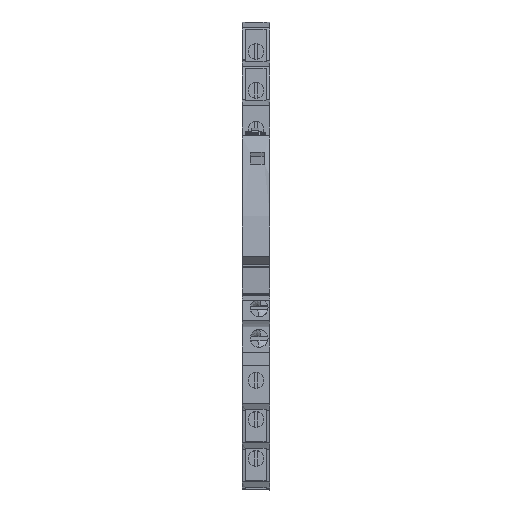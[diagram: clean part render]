
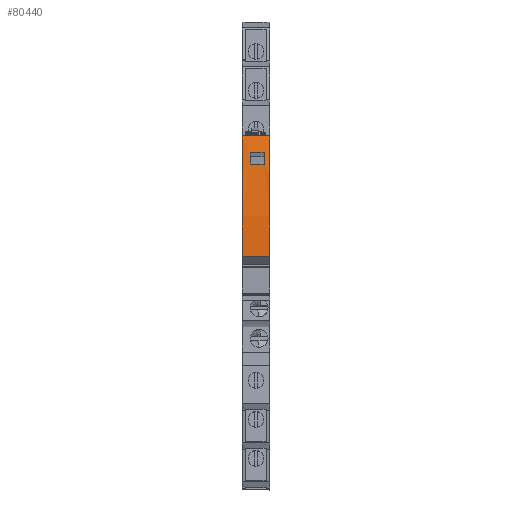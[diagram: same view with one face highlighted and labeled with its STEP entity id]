
A CAD part, top view. The second image highlights one B-rep face of the part: STEP entity #80440.
In plain terms, the highlighted cylindrical face has radius 100 mm (diameter 200 mm), a partial arc.
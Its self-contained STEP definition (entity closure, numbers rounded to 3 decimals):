
#59230=CARTESIAN_POINT('',(3.786,88.59,
0.));
#59240=VERTEX_POINT('',#59230);
#59270=CARTESIAN_POINT('',(-23.558,-7.599,
0.));
#59280=DIRECTION('',(0.,0.,-1.));
#59290=DIRECTION('',(0.005,1.,
0.));
#59300=AXIS2_PLACEMENT_3D('',#59270,#59280,#59290);
#59310=CIRCLE('',#59300,100.);
#59320=CARTESIAN_POINT('',(-23.462,92.401,
0.));
#59330=VERTEX_POINT('',#59320);
#59340=EDGE_CURVE('',#59330,#59240,#59310,.T.);
#64450=CARTESIAN_POINT('',(-23.462,92.401,
6.3));
#64460=VERTEX_POINT('',#64450);
#64490=CARTESIAN_POINT('',(-23.558,-7.599,
6.3));
#64500=DIRECTION('',(0.,0.,1.));
#64510=DIRECTION('',(0.262,0.965,
0.));
#64520=AXIS2_PLACEMENT_3D('',#64490,#64500,#64510);
#64530=CIRCLE('',#64520,100.);
#64540=CARTESIAN_POINT('',(3.786,88.59,
6.3));
#64550=VERTEX_POINT('',#64540);
#64560=EDGE_CURVE('',#64550,#64460,#64530,.T.);
#79120=CARTESIAN_POINT('',(-23.462,92.401,
0.));
#79130=DIRECTION('',(0.,0.,-1.));
#79140=VECTOR('',#79130,1.);
#79150=LINE('',#79120,#79140);
#79160=EDGE_CURVE('',#64460,#59330,#79150,.T.);
#79540=CARTESIAN_POINT('',(-23.558,-7.599,
0.));
#79550=DIRECTION('',(0.,0.,-1.));
#79560=DIRECTION('',(1.,0.,0.));
#79570=AXIS2_PLACEMENT_3D('',#79540,#79550,#79560);
#79580=CYLINDRICAL_SURFACE('',#79570,100.);
#79590=CARTESIAN_POINT('',(-2.089,86.991,
5.325));
#79600=DIRECTION('',(-0.985,-0.174,
-0.009));
#79610=DIRECTION('',(0.174,-0.985,
0.));
#79620=AXIS2_PLACEMENT_3D('',#79590,#79600,#79610);
#79630=PLANE('',#79620);
#79640=CARTESIAN_POINT('',(-2.65,90.191,
5.));
#79650=CARTESIAN_POINT('',(-2.649,90.19,
4.869));
#79660=CARTESIAN_POINT('',(-2.648,90.19,
4.737));
#79670=CARTESIAN_POINT('',(-2.646,90.19,
4.606));
#79680=CARTESIAN_POINT('',(-2.645,90.19,
4.475));
#79690=CARTESIAN_POINT('',(-2.644,90.189,
4.344));
#79700=CARTESIAN_POINT('',(-2.643,90.189,
4.212));
#79710=CARTESIAN_POINT('',(-2.64,90.189,
3.95));
#79720=CARTESIAN_POINT('',(-2.638,90.188,
3.688));
#79730=CARTESIAN_POINT('',(-2.636,90.188,
3.425));
#79740=CARTESIAN_POINT('',(-2.633,90.187,
3.163));
#79750=CARTESIAN_POINT('',(-2.631,90.187,
2.9));
#79760=CARTESIAN_POINT('',(-2.628,90.186,
2.638));
#79770=CARTESIAN_POINT('',(-2.626,90.186,
2.375));
#79780=CARTESIAN_POINT('',(-2.623,90.185,
2.113));
#79790=CARTESIAN_POINT('',(-2.621,90.184,
1.85));
#79800=B_SPLINE_CURVE_WITH_KNOTS('',3,(#79640,#79650,#79660,#79670,
#79680,#79690,#79700,#79710,#79720,#79730,#79740,#79750,#79760,#79770,
#79780,#79790),.UNSPECIFIED.,.F.,.F.,(4,3,3,3,3,4),(0.,0.394
,0.788,1.575,2.363,3.15),
.UNSPECIFIED.);
#79810=SURFACE_CURVE('',#79800,(#79630,#79580),.CURVE_3D.);
#79820=CARTESIAN_POINT('',(-2.65,90.191,
5.));
#79830=VERTEX_POINT('',#79820);
#79840=CARTESIAN_POINT('',(-2.621,90.184,
1.85));
#79850=VERTEX_POINT('',#79840);
#79860=EDGE_CURVE('',#79830,#79850,#79810,.T.);
#79870=ORIENTED_EDGE('',*,*,#79860,.T.);
#79880=CARTESIAN_POINT('',(-23.558,-7.599,
5.));
#79890=DIRECTION('',(0.,0.,-1.));
#79900=DIRECTION('',(0.209,0.978,
0.));
#79910=AXIS2_PLACEMENT_3D('',#79880,#79890,#79900);
#79920=CIRCLE('',#79910,100.);
#79930=CARTESIAN_POINT('',(0.072,89.569,
5.));
#79940=VERTEX_POINT('',#79930);
#79950=EDGE_CURVE('',#79830,#79940,#79920,.T.);
#79960=ORIENTED_EDGE('',*,*,#79950,.F.);
#79970=CARTESIAN_POINT('',(-0.151,86.991,
5.325));
#79980=DIRECTION('',(0.996,-0.087,
-0.009));
#79990=DIRECTION('',(0.087,0.996,
0.));
#80000=AXIS2_PLACEMENT_3D('',#79970,#79980,#79990);
#80010=PLANE('',#80000);
#80020=CARTESIAN_POINT('',(0.045,89.575,
1.85));
#80030=CARTESIAN_POINT('',(0.047,89.575,
2.113));
#80040=CARTESIAN_POINT('',(0.049,89.574,
2.375));
#80050=CARTESIAN_POINT('',(0.051,89.574,
2.638));
#80060=CARTESIAN_POINT('',(0.054,89.573,
2.9));
#80070=CARTESIAN_POINT('',(0.056,89.573,
3.163));
#80080=CARTESIAN_POINT('',(0.058,89.572,
3.425));
#80090=CARTESIAN_POINT('',(0.06,89.572,
3.688));
#80100=CARTESIAN_POINT('',(0.063,89.571,
3.95));
#80110=CARTESIAN_POINT('',(0.065,89.571,
4.212));
#80120=CARTESIAN_POINT('',(0.066,89.57,
4.344));
#80130=CARTESIAN_POINT('',(0.067,89.57,
4.475));
#80140=CARTESIAN_POINT('',(0.068,89.57,
4.606));
#80150=CARTESIAN_POINT('',(0.069,89.569,
4.737));
#80160=CARTESIAN_POINT('',(0.071,89.569,
4.869));
#80170=CARTESIAN_POINT('',(0.072,89.569,
5.));
#80180=B_SPLINE_CURVE_WITH_KNOTS('',3,(#80020,#80030,#80040,#80050,
#80060,#80070,#80080,#80090,#80100,#80110,#80120,#80130,#80140,#80150,
#80160,#80170),.UNSPECIFIED.,.F.,.F.,(4,3,3,3,3,4),(0.,0.788
,1.575,2.363,2.756,3.15),
.UNSPECIFIED.);
#80190=SURFACE_CURVE('',#80180,(#80010,#79580),.CURVE_3D.);
#80200=CARTESIAN_POINT('',(0.045,89.575,
1.85));
#80210=VERTEX_POINT('',#80200);
#80220=EDGE_CURVE('',#80210,#79940,#80190,.T.);
#80230=ORIENTED_EDGE('',*,*,#80220,.T.);
#80240=CARTESIAN_POINT('',(-23.558,-7.599,
1.85));
#80250=DIRECTION('',(0.,0.,1.));
#80260=DIRECTION('',(0.236,0.972,
0.));
#80270=AXIS2_PLACEMENT_3D('',#80240,#80250,#80260);
#80280=CIRCLE('',#80270,100.);
#80290=EDGE_CURVE('',#80210,#79850,#80280,.T.);
#80300=ORIENTED_EDGE('',*,*,#80290,.F.);
#80310=EDGE_LOOP('',(#80300,#80230,#79960,#79870));
#80320=FACE_BOUND('',#80310,.T.);
#80330=ORIENTED_EDGE('',*,*,#59340,.F.);
#80340=CARTESIAN_POINT('',(3.786,88.59,
0.));
#80350=DIRECTION('',(0.,0.,-1.));
#80360=VECTOR('',#80350,1.);
#80370=LINE('',#80340,#80360);
#80380=EDGE_CURVE('',#64550,#59240,#80370,.T.);
#80390=ORIENTED_EDGE('',*,*,#80380,.T.);
#80400=ORIENTED_EDGE('',*,*,#64560,.F.);
#80410=ORIENTED_EDGE('',*,*,#79160,.F.);
#80420=EDGE_LOOP('',(#80410,#80400,#80390,#80330));
#80430=FACE_OUTER_BOUND('',#80420,.T.);
#80440=ADVANCED_FACE('',(#80320,#80430),#79580,.T.);
